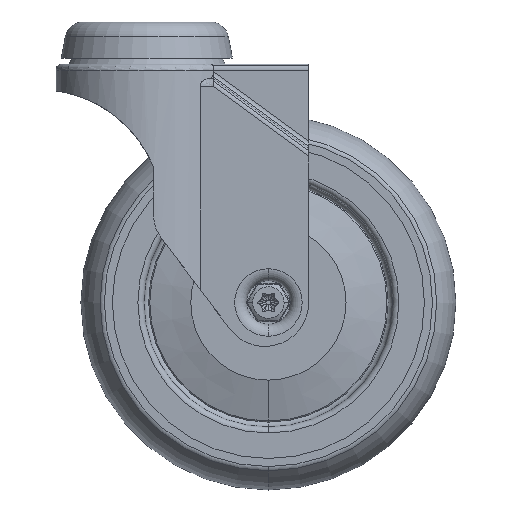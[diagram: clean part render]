
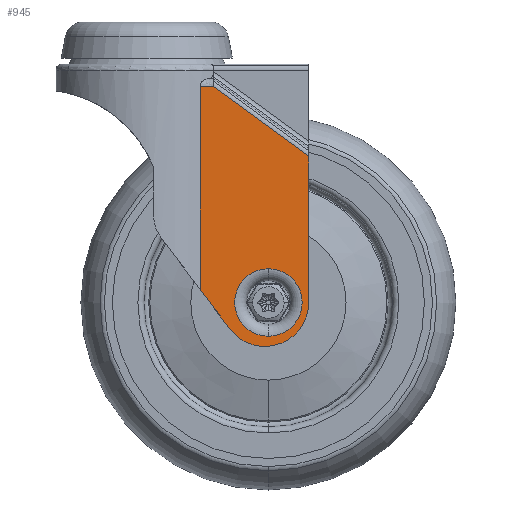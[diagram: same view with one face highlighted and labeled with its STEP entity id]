
A CAD part, front view. The second image highlights one B-rep face of the part: STEP entity #945.
In plain terms, the highlighted planar face has unit normal (0, -1, 0).
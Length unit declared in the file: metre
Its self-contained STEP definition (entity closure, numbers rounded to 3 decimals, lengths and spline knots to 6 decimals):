
#945=ADVANCED_FACE('347:88',(#1914,#1915),#1916,.T.);
#1914=FACE_OUTER_BOUND('',#3638,.T.);
#1915=FACE_BOUND('',#3639,.T.);
#1916=PLANE('',#3640);
#3638=EDGE_LOOP('',(#9802,#9803,#9804,#9805,#9806,#9807));
#3639=EDGE_LOOP('',(#9808,#9809,#9810));
#3640=AXIS2_PLACEMENT_3D('',#9811,#9812,#9813);
#9802=ORIENTED_EDGE('',*,*,#16423,.T.);
#9803=ORIENTED_EDGE('',*,*,#16424,.F.);
#9804=ORIENTED_EDGE('',*,*,#16301,.F.);
#9805=ORIENTED_EDGE('',*,*,#16425,.T.);
#9806=ORIENTED_EDGE('',*,*,#16426,.F.);
#9807=ORIENTED_EDGE('',*,*,#16427,.T.);
#9808=ORIENTED_EDGE('',*,*,#16406,.F.);
#9809=ORIENTED_EDGE('',*,*,#16405,.F.);
#9810=ORIENTED_EDGE('',*,*,#16421,.F.);
#9811=CARTESIAN_POINT('',(0.037997,-0.0245,-0.06075));
#9812=DIRECTION('',(0.0,-1.0,-0.0));
#9813=DIRECTION('',(-1.0,0.0,0.));
#16301=EDGE_CURVE('347:331',#18262,#18264,#18265,.T.);
#16405=EDGE_CURVE('745:2754',#18461,#18463,#18464,.T.);
#16406=EDGE_CURVE('745:2754',#18463,#18455,#18465,.T.);
#16421=EDGE_CURVE('745:2754',#18455,#18461,#18490,.T.);
#16423=EDGE_CURVE('744:9993',#18492,#18493,#18494,.T.);
#16424=EDGE_CURVE('347:289',#18264,#18493,#18495,.T.);
#16425=EDGE_CURVE('347:334',#18262,#18496,#18497,.T.);
#16426=EDGE_CURVE('347:337',#18498,#18496,#18499,.T.);
#16427=EDGE_CURVE('744:9981',#18498,#18492,#18500,.T.);
#18262=VERTEX_POINT('',#21401);
#18264=VERTEX_POINT('',#21403);
#18265=LINE('',#21404,#21405);
#18455=VERTEX_POINT('',#22345);
#18461=VERTEX_POINT('',#22351);
#18463=VERTEX_POINT('',#22353);
#18464=CIRCLE('',#22354,0.01125);
#18465=CIRCLE('',#22355,0.01125);
#18490=CIRCLE('',#22384,0.01125);
#18492=VERTEX_POINT('',#22386);
#18493=VERTEX_POINT('',#22387);
#18494=CIRCLE('',#22388,0.01465);
#18495=LINE('',#22389,#22390);
#18496=VERTEX_POINT('',#22391);
#18497=LINE('',#22392,#22393);
#18498=VERTEX_POINT('',#22394);
#18499=LINE('',#22395,#22396);
#18500=LINE('',#22397,#22398);
#21401=CARTESIAN_POINT('',(0.022244,-0.0245,-0.021476));
#21403=CARTESIAN_POINT('',(0.054,-0.0245,-0.044659));
#21404=CARTESIAN_POINT('',(0.044021,-0.0245,-0.037374));
#21405=VECTOR('',#29891,1.0);
#22345=CARTESIAN_POINT('',(0.0405,-0.0245,-0.08225));
#22351=CARTESIAN_POINT('',(0.0405,-0.0245,-0.10475));
#22353=CARTESIAN_POINT('',(0.05175,-0.0245,-0.0935));
#22354=AXIS2_PLACEMENT_3D('',#30057,#30058,#30059);
#22355=AXIS2_PLACEMENT_3D('',#30060,#30061,#30062);
#22384=AXIS2_PLACEMENT_3D('',#30097,#30098,#30099);
#22386=CARTESIAN_POINT('',(0.027486,-0.0245,-0.102095));
#22387=CARTESIAN_POINT('',(0.054,-0.0245,-0.0935));
#22388=AXIS2_PLACEMENT_3D('',#30103,#30104,#30105);
#22389=CARTESIAN_POINT('',(0.054,-0.0245,-0.06775));
#22390=VECTOR('',#30106,1.0);
#22391=CARTESIAN_POINT('',(0.017743,-0.0245,-0.021476));
#22392=CARTESIAN_POINT('',(0.022244,-0.0245,-0.021476));
#22393=VECTOR('',#30107,1.0);
#22394=CARTESIAN_POINT('',(0.017743,-0.0245,-0.089125));
#22395=CARTESIAN_POINT('',(0.017743,-0.0245,-0.064488));
#22396=VECTOR('',#30108,1.0);
#22397=CARTESIAN_POINT('',(0.013146,-0.0245,-0.083005));
#22398=VECTOR('',#30109,1.0);
#29891=DIRECTION('',(0.808,0.0,-0.59));
#30057=CARTESIAN_POINT('',(0.0405,-0.0245,-0.0935));
#30058=DIRECTION('',(-0.0,-1.0,-0.0));
#30059=DIRECTION('',(-1.0,0.0,0.0));
#30060=CARTESIAN_POINT('',(0.0405,-0.0245,-0.0935));
#30061=DIRECTION('',(-0.0,-1.0,-0.0));
#30062=DIRECTION('',(-1.0,0.0,0.0));
#30097=CARTESIAN_POINT('',(0.0405,-0.0245,-0.0935));
#30098=DIRECTION('',(-0.0,-1.0,-0.0));
#30099=DIRECTION('',(-1.0,0.0,0.0));
#30103=CARTESIAN_POINT('',(0.03935,-0.0245,-0.0935));
#30104=DIRECTION('',(-0.0,-1.0,-0.0));
#30105=DIRECTION('',(-1.0,0.0,0.0));
#30106=DIRECTION('',(0.0,0.0,-1.0));
#30107=DIRECTION('',(-1.0,0.0,0.));
#30108=DIRECTION('',(0.,-0.0,1.0));
#30109=DIRECTION('',(0.601,0.0,-0.8));
